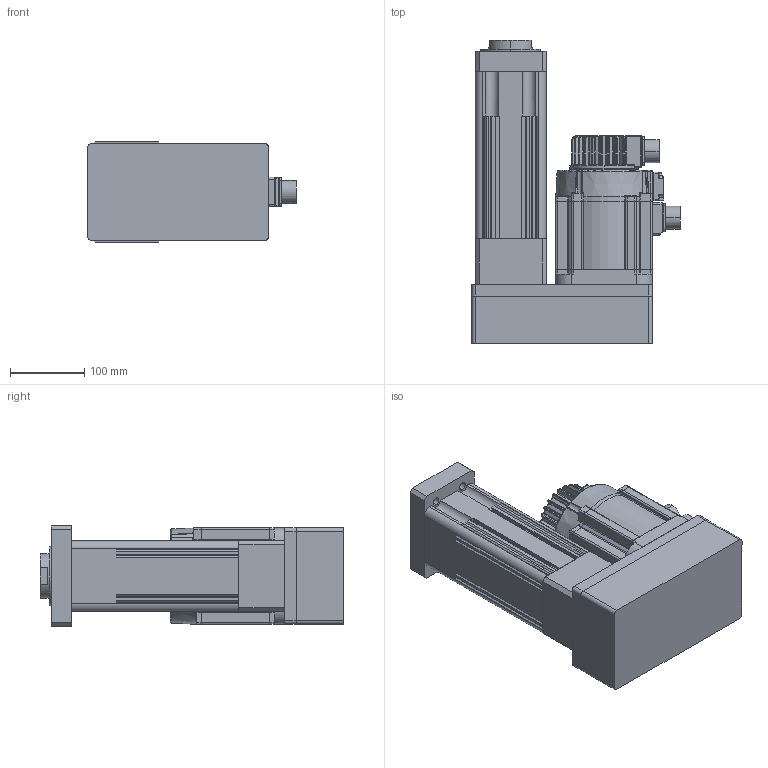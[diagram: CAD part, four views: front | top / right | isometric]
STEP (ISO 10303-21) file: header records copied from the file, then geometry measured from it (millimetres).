
FILE_DESCRIPTION (( 'STEP AP203' ), '1' );
FILE_NAME ('RLA95-10QF-6.6KN-R80-166mm-s.STEP', '2025-02-10T09:18:11', ( '微软用户' ), ( '微软中国' ), 'SwSTEP 2.0', 'SolidWorks 2022', '' );
FILE_SCHEMA (( 'CONFIG_CONTROL_DESIGN' ));
Length unit declared in the file: millimetre
Products named in the file (19): ISMH3-13C15CD-A334B_ASM.stp; 31090371--ISMH3-850001.stp; 31090383--ISMH3-130002.stp; 31090345--1-SOL000.stp; PLAIN_PARALLEL_KEYS-1-SOLID1.stp; 15050037_0003.stp; 31090131--1-SOLI00.stp; 31100061--1-0001.stp; 15050037_0004.stp; 0111XXXX_MS1H3-13C15CB(D)-A334Z; RLA95-10QF-6.6KN-R80-166mm-s; 31110211--1-S0001.stp; 15050041---515220001.stp; _1-SOLI00.stp; 31100034--1-S0001.stp; 95缸行程80折叠前法兰安装; 31100134--1-0001.stp; 0111XXXX_MS1H3-13C15CB(D)-A334Z.stp; 15050041---375490001.stp
Assembly tree (18 placements, depth 5):
  RLA95-10QF-6.6KN-R80-166mm-s
    95缸行程80折叠前法兰安装
    0111XXXX_MS1H3-13C15CB(D)-A334Z
      0111XXXX_MS1H3-13C15CB(D)-A334Z.stp
        ISMH3-13C15CD-A334B_ASM.stp
          31090371--ISMH3-850001.stp
          31090383--ISMH3-130002.stp
          _1-SOLI00.stp
          31090345--1-SOL000.stp
          31110211--1-S0001.stp
          15050037_0003.stp
          15050037_0004.stp
          31100134--1-0001.stp
          15050041---375490001.stp
          PLAIN_PARALLEL_KEYS-1-SOLID1.stp
          31100034--1-S0001.stp
          31090131--1-SOLI00.stp
          15050041---515220001.stp
          31100061--1-0001.stp
Bounding box: 280.5 x 408 x 135 mm (x, y, z)
Volume: 6999940.9 mm3; surface area: 611427.2 mm2
Topology: 15 solids, 20 shells, 1815 faces, 4576 edges, 2753 vertices
Faces by surface type: cylinder 917, plane 410, torus 270, sphere 141, bspline 64, cone 13
Entity records: 72265 total; most frequent: CARTESIAN_POINT 27665, DIRECTION 9294, ORIENTED_EDGE 8880, EDGE_CURVE 4440, AXIS2_PLACEMENT_3D 3712, VERTEX_POINT 2727, EDGE_LOOP 1987, CIRCLE 1937
